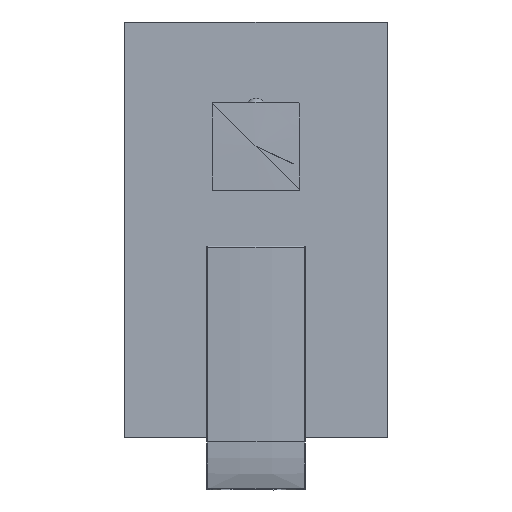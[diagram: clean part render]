
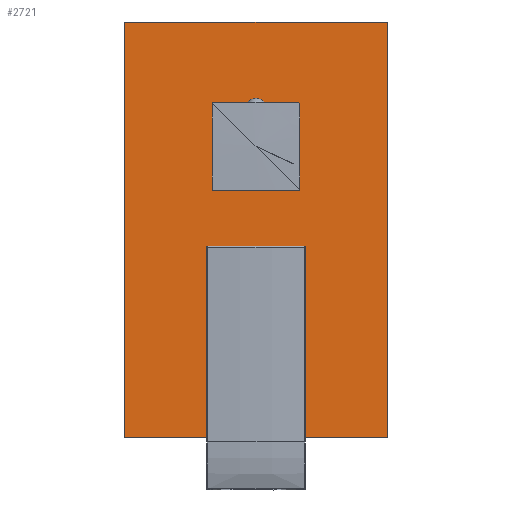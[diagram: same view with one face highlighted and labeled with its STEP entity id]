
A CAD part, top view. The second image highlights one B-rep face of the part: STEP entity #2721.
In plain terms, the highlighted planar face has unit normal (0, 0, 1).
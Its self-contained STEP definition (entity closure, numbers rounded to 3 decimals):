
#32=CARTESIAN_POINT('',(0.,0.,65.5));
#33=DIRECTION('',(0.,0.,-1.));
#34=DIRECTION('',(-1.,0.,0.));
#35=AXIS2_PLACEMENT_3D('',#32,#33,#34);
#42=DIRECTION('',(0.,1.,0.));
#43=VECTOR('',#42,190.);
#44=CARTESIAN_POINT('',(60.,-65.,65.5));
#45=LINE('',#44,#43);
#46=DIRECTION('',(1.,0.,0.));
#47=VECTOR('',#46,120.);
#48=CARTESIAN_POINT('',(-60.,-65.,65.5));
#49=LINE('',#48,#47);
#50=DIRECTION('',(0.,-1.,0.));
#51=VECTOR('',#50,190.);
#52=CARTESIAN_POINT('',(-60.,125.,65.5));
#53=LINE('',#52,#51);
#54=DIRECTION('',(-1.,0.,0.));
#55=VECTOR('',#54,120.);
#56=CARTESIAN_POINT('',(60.,125.,65.5));
#57=LINE('',#56,#55);
#95=CARTESIAN_POINT('',(0.,68.,65.5));
#96=DIRECTION('',(0.,0.,-1.));
#97=DIRECTION('',(-1.,0.,0.));
#98=AXIS2_PLACEMENT_3D('',#95,#96,#97);
#453=CARTESIAN_POINT('',(0.,68.,65.5));
#454=DIRECTION('',(0.,0.,-1.));
#455=DIRECTION('',(1.,0.,0.));
#456=AXIS2_PLACEMENT_3D('',#453,#454,#455);
#462=CARTESIAN_POINT('',(0.,0.,65.5));
#463=DIRECTION('',(0.,0.,-1.));
#464=DIRECTION('',(1.,0.,0.));
#465=AXIS2_PLACEMENT_3D('',#462,#463,#464);
#2634=CARTESIAN_POINT('',(60.,-65.,65.5));
#2635=CARTESIAN_POINT('',(60.,125.,65.5));
#2636=VERTEX_POINT('',#2634);
#2637=VERTEX_POINT('',#2635);
#2638=CARTESIAN_POINT('',(-60.,125.,65.5));
#2639=VERTEX_POINT('',#2638);
#2640=CARTESIAN_POINT('',(-60.,-65.,65.5));
#2641=VERTEX_POINT('',#2640);
#2642=CARTESIAN_POINT('',(-22.4,0.,65.5));
#2643=CARTESIAN_POINT('',(22.4,0.,65.5));
#2644=VERTEX_POINT('',#2642);
#2645=VERTEX_POINT('',#2643);
#2646=CARTESIAN_POINT('',(-9.35,68.,65.5));
#2647=CARTESIAN_POINT('',(9.35,68.,65.5));
#2648=VERTEX_POINT('',#2646);
#2649=VERTEX_POINT('',#2647);
#2695=CARTESIAN_POINT('',(0.,30.,65.5));
#2696=DIRECTION('',(0.,0.,1.));
#2697=DIRECTION('',(-1.,0.,0.));
#2698=AXIS2_PLACEMENT_3D('',#2695,#2696,#2697);
#2699=PLANE('',#2698);
#2701=ORIENTED_EDGE('',*,*,#2700,.F.);
#2703=ORIENTED_EDGE('',*,*,#2702,.F.);
#2705=ORIENTED_EDGE('',*,*,#2704,.F.);
#2707=ORIENTED_EDGE('',*,*,#2706,.F.);
#2708=EDGE_LOOP('',(#2701,#2703,#2705,#2707));
#2709=FACE_OUTER_BOUND('',#2708,.F.);
#2711=ORIENTED_EDGE('',*,*,#2710,.F.);
#2713=ORIENTED_EDGE('',*,*,#2712,.F.);
#2714=EDGE_LOOP('',(#2711,#2713));
#2715=FACE_BOUND('',#2714,.F.);
#2716=ORIENTED_EDGE('',*,*,#2677,.F.);
#2718=ORIENTED_EDGE('',*,*,#2717,.F.);
#2719=EDGE_LOOP('',(#2716,#2718));
#2720=FACE_BOUND('',#2719,.F.);
#2721=ADVANCED_FACE('',(#2709,#2715,#2720),#2699,.T.);
#36=CIRCLE('',#35,22.4);
#99=CIRCLE('',#98,9.35);
#457=CIRCLE('',#456,9.35);
#466=CIRCLE('',#465,22.4);
#2677=EDGE_CURVE('',#2644,#2645,#36,.T.);
#2700=EDGE_CURVE('',#2636,#2637,#45,.T.);
#2702=EDGE_CURVE('',#2641,#2636,#49,.T.);
#2704=EDGE_CURVE('',#2639,#2641,#53,.T.);
#2706=EDGE_CURVE('',#2637,#2639,#57,.T.);
#2710=EDGE_CURVE('',#2648,#2649,#99,.T.);
#2712=EDGE_CURVE('',#2649,#2648,#457,.T.);
#2717=EDGE_CURVE('',#2645,#2644,#466,.T.);
